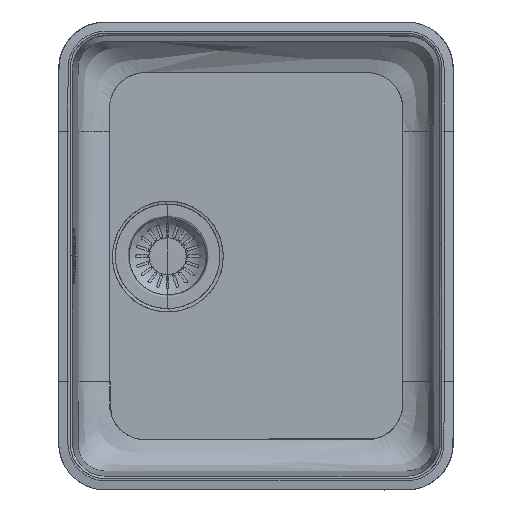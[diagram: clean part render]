
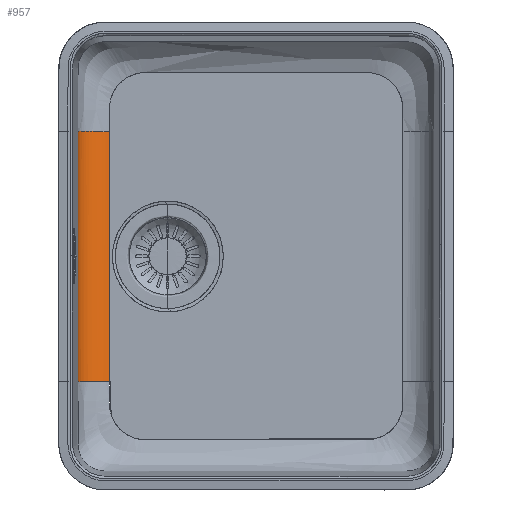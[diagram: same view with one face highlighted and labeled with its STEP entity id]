
A CAD part, top view. The second image highlights one B-rep face of the part: STEP entity #957.
In plain terms, the highlighted free-form (B-spline) face has degree [1, 3] with [2, 22] control points.
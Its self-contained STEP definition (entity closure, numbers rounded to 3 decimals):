
#50=B_SPLINE_SURFACE_WITH_KNOTS($,1,3,((#9713,#9714,#9715,#9716,#9717,#9718,
#9719,#9720,#9721,#9722,#9723,#9724,#9725,#9726,#9727,#9728,#9729,#9730,
#9731,#9732,#9733,#9734),(#9735,#9736,#9737,#9738,#9739,#9740,#9741,#9742,
#9743,#9744,#9745,#9746,#9747,#9748,#9749,#9750,#9751,#9752,#9753,#9754,
#9755,#9756)),.UNSPECIFIED.,.F.,.F.,.F.,(2,2),(4,2,2,2,2,2,2,2,2,2,4),(0.,
272.909),(-49.533,-43.341,-43.341,
-37.143,-37.143,-30.954,-24.758,-18.567,
-12.367,-6.178,0.),.UNSPECIFIED.);
#158=B_SPLINE_CURVE_WITH_KNOTS($,1,(#9665,#9666),.UNSPECIFIED.,.F.,.F.,(2,
2),(0.,272.909),.UNSPECIFIED.);
#159=B_SPLINE_CURVE_WITH_KNOTS($,3,(#9667,#9668,#9669,#9670,#9671,#9672,
#9673,#9674,#9675,#9676,#9677,#9678,#9679,#9680,#9681,#9682,#9683,#9684,
#9685,#9686,#9687,#9688),.UNSPECIFIED.,.F.,.F.,(4,2,2,2,2,2,2,2,2,2,4),(-49.533,
-43.341,-43.341,-37.143,-37.143,-30.954,
-24.758,-18.567,-12.367,-6.178,
0.),.UNSPECIFIED.);
#160=B_SPLINE_CURVE_WITH_KNOTS($,1,(#9689,#9690),.UNSPECIFIED.,.F.,.F.,(2,
2),(-272.909,0.),.UNSPECIFIED.);
#161=B_SPLINE_CURVE_WITH_KNOTS($,3,(#9691,#9692,#9693,#9694,#9695,#9696,
#9697,#9698,#9699,#9700,#9701,#9702,#9703,#9704,#9705,#9706,#9707,#9708,
#9709,#9710,#9711,#9712),.UNSPECIFIED.,.F.,.F.,(4,2,2,2,2,2,2,2,2,2,4),(0.,
6.178,12.367,18.567,24.758,30.954,
37.143,37.143,43.341,43.341,49.533),
.UNSPECIFIED.);
#957=ADVANCED_FACE($,(#1305),#50,.T.);
#1305=FACE_OUTER_BOUND($,#1613,.T.);
#1613=EDGE_LOOP($,(#1998,#1999,#2000,#2001));
#1998=ORIENTED_EDGE($,*,*,#3595,.T.);
#1999=ORIENTED_EDGE($,*,*,#3596,.T.);
#2000=ORIENTED_EDGE($,*,*,#3597,.T.);
#2001=ORIENTED_EDGE($,*,*,#3598,.T.);
#3595=EDGE_CURVE($,#4431,#4432,#158,.T.);
#3596=EDGE_CURVE($,#4432,#4433,#159,.T.);
#3597=EDGE_CURVE($,#4433,#4434,#160,.T.);
#3598=EDGE_CURVE($,#4434,#4431,#161,.T.);
#4431=VERTEX_POINT($,#9757);
#4432=VERTEX_POINT($,#9758);
#4433=VERTEX_POINT($,#9759);
#4434=VERTEX_POINT($,#9760);
#9665=CARTESIAN_POINT($,(-14.25,-136.868,28.515));
#9666=CARTESIAN_POINT($,(-14.25,136.041,28.515));
#9667=CARTESIAN_POINT($,(-14.25,136.041,28.515));
#9668=CARTESIAN_POINT($,(-13.97,136.041,26.467));
#9669=CARTESIAN_POINT($,(-13.467,136.041,24.461));
#9670=CARTESIAN_POINT($,(-12.766,136.041,22.518));
#9671=CARTESIAN_POINT($,(-12.766,136.041,22.518));
#9672=CARTESIAN_POINT($,(-12.064,136.041,20.573));
#9673=CARTESIAN_POINT($,(-11.168,136.041,18.705));
#9674=CARTESIAN_POINT($,(-10.109,136.041,16.93));
#9675=CARTESIAN_POINT($,(-10.109,136.041,16.93));
#9676=CARTESIAN_POINT($,(-9.052,136.041,15.158));
#9677=CARTESIAN_POINT($,(-7.836,136.041,13.483));
#9678=CARTESIAN_POINT($,(-5.149,136.041,10.351));
#9679=CARTESIAN_POINT($,(-3.677,136.041,8.892));
#9680=CARTESIAN_POINT($,(-0.538,136.041,6.214));
#9681=CARTESIAN_POINT($,(1.133,136.041,4.991));
#9682=CARTESIAN_POINT($,(4.627,136.041,2.795));
#9683=CARTESIAN_POINT($,(6.457,136.041,1.818));
#9684=CARTESIAN_POINT($,(10.226,136.041,0.137));
#9685=CARTESIAN_POINT($,(12.175,136.041,-0.573));
#9686=CARTESIAN_POINT($,(16.142,136.041,-1.687));
#9687=CARTESIAN_POINT($,(18.18,136.041,-2.098));
#9688=CARTESIAN_POINT($,(20.226,136.041,-2.327));
#9689=CARTESIAN_POINT($,(20.226,136.041,-2.327));
#9690=CARTESIAN_POINT($,(20.226,-136.868,-2.327));
#9691=CARTESIAN_POINT($,(20.226,-136.868,-2.327));
#9692=CARTESIAN_POINT($,(18.18,-136.868,-2.098));
#9693=CARTESIAN_POINT($,(16.142,-136.868,-1.687));
#9694=CARTESIAN_POINT($,(12.175,-136.868,-0.573));
#9695=CARTESIAN_POINT($,(10.226,-136.868,0.137));
#9696=CARTESIAN_POINT($,(6.457,-136.868,1.818));
#9697=CARTESIAN_POINT($,(4.627,-136.868,2.795));
#9698=CARTESIAN_POINT($,(1.133,-136.868,4.991));
#9699=CARTESIAN_POINT($,(-0.538,-136.868,6.214));
#9700=CARTESIAN_POINT($,(-3.677,-136.868,8.892));
#9701=CARTESIAN_POINT($,(-5.149,-136.868,10.351));
#9702=CARTESIAN_POINT($,(-7.836,-136.868,13.483));
#9703=CARTESIAN_POINT($,(-9.052,-136.868,15.158));
#9704=CARTESIAN_POINT($,(-10.109,-136.868,16.93));
#9705=CARTESIAN_POINT($,(-10.109,-136.868,16.93));
#9706=CARTESIAN_POINT($,(-11.168,-136.868,18.705));
#9707=CARTESIAN_POINT($,(-12.064,-136.868,20.573));
#9708=CARTESIAN_POINT($,(-12.766,-136.868,22.518));
#9709=CARTESIAN_POINT($,(-12.766,-136.868,22.518));
#9710=CARTESIAN_POINT($,(-13.467,-136.868,24.461));
#9711=CARTESIAN_POINT($,(-13.97,-136.868,26.467));
#9712=CARTESIAN_POINT($,(-14.25,-136.868,28.515));
#9713=CARTESIAN_POINT($,(-14.25,-136.868,28.515));
#9714=CARTESIAN_POINT($,(-13.97,-136.868,26.467));
#9715=CARTESIAN_POINT($,(-13.467,-136.868,24.461));
#9716=CARTESIAN_POINT($,(-12.766,-136.868,22.518));
#9717=CARTESIAN_POINT($,(-12.766,-136.868,22.518));
#9718=CARTESIAN_POINT($,(-12.064,-136.868,20.573));
#9719=CARTESIAN_POINT($,(-11.168,-136.868,18.705));
#9720=CARTESIAN_POINT($,(-10.109,-136.868,16.93));
#9721=CARTESIAN_POINT($,(-10.109,-136.868,16.93));
#9722=CARTESIAN_POINT($,(-9.052,-136.868,15.158));
#9723=CARTESIAN_POINT($,(-7.836,-136.868,13.483));
#9724=CARTESIAN_POINT($,(-5.149,-136.868,10.351));
#9725=CARTESIAN_POINT($,(-3.677,-136.868,8.892));
#9726=CARTESIAN_POINT($,(-0.538,-136.868,6.214));
#9727=CARTESIAN_POINT($,(1.133,-136.868,4.991));
#9728=CARTESIAN_POINT($,(4.627,-136.868,2.795));
#9729=CARTESIAN_POINT($,(6.457,-136.868,1.818));
#9730=CARTESIAN_POINT($,(10.226,-136.868,0.137));
#9731=CARTESIAN_POINT($,(12.175,-136.868,-0.573));
#9732=CARTESIAN_POINT($,(16.142,-136.868,-1.687));
#9733=CARTESIAN_POINT($,(18.18,-136.868,-2.098));
#9734=CARTESIAN_POINT($,(20.226,-136.868,-2.327));
#9735=CARTESIAN_POINT($,(-14.25,136.041,28.515));
#9736=CARTESIAN_POINT($,(-13.97,136.041,26.467));
#9737=CARTESIAN_POINT($,(-13.467,136.041,24.461));
#9738=CARTESIAN_POINT($,(-12.766,136.041,22.518));
#9739=CARTESIAN_POINT($,(-12.766,136.041,22.518));
#9740=CARTESIAN_POINT($,(-12.064,136.041,20.573));
#9741=CARTESIAN_POINT($,(-11.168,136.041,18.705));
#9742=CARTESIAN_POINT($,(-10.109,136.041,16.93));
#9743=CARTESIAN_POINT($,(-10.109,136.041,16.93));
#9744=CARTESIAN_POINT($,(-9.052,136.041,15.158));
#9745=CARTESIAN_POINT($,(-7.836,136.041,13.483));
#9746=CARTESIAN_POINT($,(-5.149,136.041,10.351));
#9747=CARTESIAN_POINT($,(-3.677,136.041,8.892));
#9748=CARTESIAN_POINT($,(-0.538,136.041,6.214));
#9749=CARTESIAN_POINT($,(1.133,136.041,4.991));
#9750=CARTESIAN_POINT($,(4.627,136.041,2.795));
#9751=CARTESIAN_POINT($,(6.457,136.041,1.818));
#9752=CARTESIAN_POINT($,(10.226,136.041,0.137));
#9753=CARTESIAN_POINT($,(12.175,136.041,-0.573));
#9754=CARTESIAN_POINT($,(16.142,136.041,-1.687));
#9755=CARTESIAN_POINT($,(18.18,136.041,-2.098));
#9756=CARTESIAN_POINT($,(20.226,136.041,-2.327));
#9757=CARTESIAN_POINT($,(-14.25,-136.868,28.515));
#9758=CARTESIAN_POINT($,(-14.25,136.041,28.515));
#9759=CARTESIAN_POINT($,(20.226,136.041,-2.327));
#9760=CARTESIAN_POINT($,(20.226,-136.868,-2.327));
